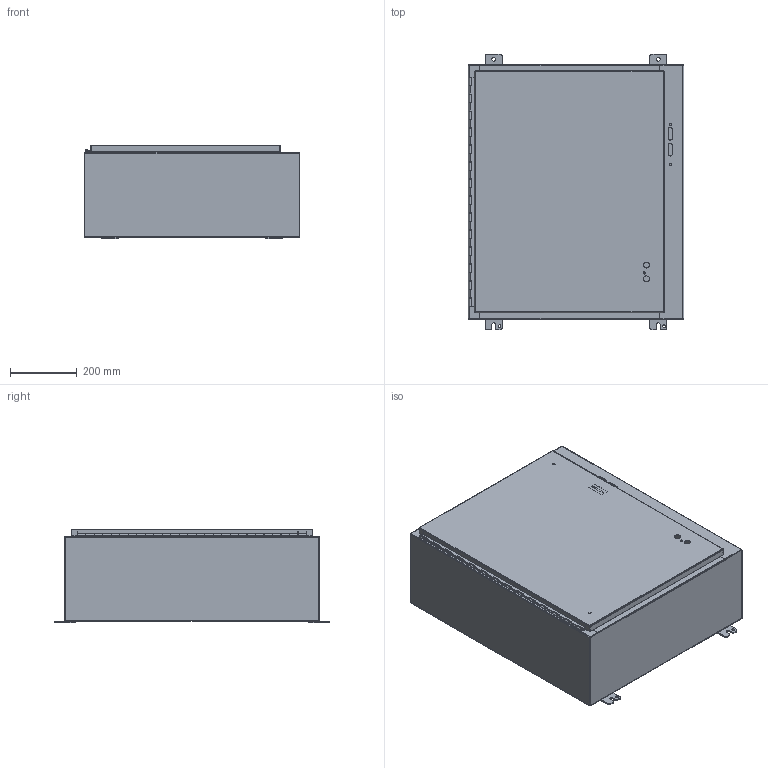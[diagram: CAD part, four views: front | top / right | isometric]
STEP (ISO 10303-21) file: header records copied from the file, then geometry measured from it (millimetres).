
FILE_DESCRIPTION((''),'2;1');
FILE_NAME('SDN12302510.stp','2012-08-30T08:25:47',('dnichola'),(''),'Autodesk Inventor 2012','Autodesk Inventor 2012','');
FILE_SCHEMA(('AUTOMOTIVE_DESIGN { 1 0 10303 214 1 1 1 1 }'));
Length unit declared in the file: inch
Products named in the file (14): SDN12302510; SDN12302510BKP; 388116; 34840; 328106; 328106T; 328106L; 328106P-1; SDN123025LID; 388115; 3881; HFW3092; 38811; 349129
Assembly tree (21 placements, depth 3):
  SDN12302510
    SDN12302510BKP
    388116  x4
    34840  x4
    328106
      328106T
      328106L
      328106P-1
    SDN123025LID
    388115
    3881
    HFW3092
    38811  x2
    349129  x2
Bounding box: 644.65 x 825.5 x 280.8 mm (x, y, z)
Volume: 3532070 mm3; surface area: 3762088.3 mm2
Topology: 20 solids, 20 shells, 736 faces, 1904 edges, 1245 vertices
Faces by surface type: plane 429, cylinder 252, cone 27, bspline 20, torus 8
Full cylindrical faces by diameter (mm): 2.921 x2, 3.048 x25, 3.962 x2, 4.826 x2, 6.35 x4, 7.137 x2, 7.95 x4, 8.382 x10, 8.56 x1, 11.125 x4, 15.875 x5, 17.856 x2
Entity records: 20876 total; most frequent: CARTESIAN_POINT 4255, DIRECTION 3271, ORIENTED_EDGE 3204, EDGE_CURVE 1602, VECTOR 1105, LINE 1105, VERTEX_POINT 1085, AXIS2_PLACEMENT_3D 1083
